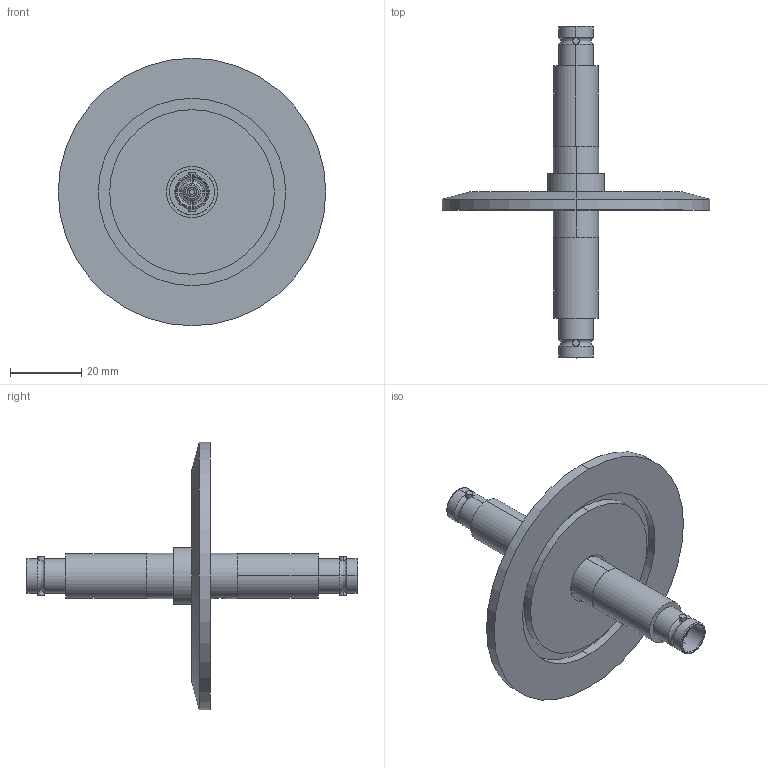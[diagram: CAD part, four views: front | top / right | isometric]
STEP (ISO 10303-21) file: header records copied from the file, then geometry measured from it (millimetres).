
FILE_DESCRIPTION (( 'STEP AP203' ), '1' );
FILE_NAME ('A0478-11-QF.STEP', '2013-11-08T17:38:56', ( '' ), ( '' ), 'SwSTEP 2.0', 'SolidWorks 2012', '' );
FILE_SCHEMA (( 'CONFIG_CONTROL_DESIGN' ));
Length unit declared in the file: inch
Products named in the file (1): A0478-11-QF
Bounding box: 74.93 x 92.96 x 74.93 mm (x, y, z)
Volume: 24896.8 mm3; surface area: 19945.1 mm2
Topology: 1 solids, 1 shells, 293 faces, 735 edges, 462 vertices
Faces by surface type: cylinder 127, plane 88, cone 46, bspline 32
Entity records: 9728 total; most frequent: CARTESIAN_POINT 2567, DIRECTION 1567, ORIENTED_EDGE 1462, EDGE_CURVE 731, AXIS2_PLACEMENT_3D 646, VERTEX_POINT 462, CIRCLE 384, EDGE_LOOP 331
